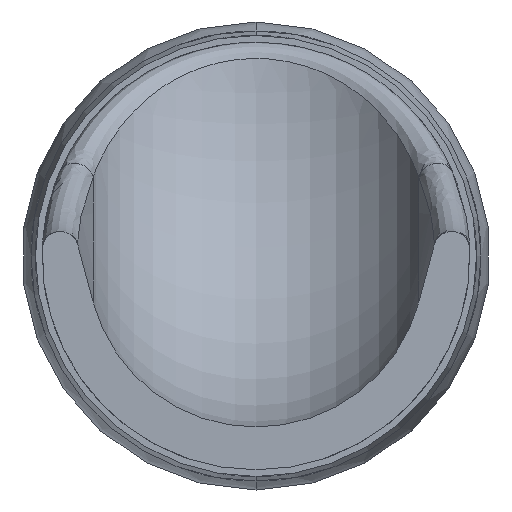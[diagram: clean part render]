
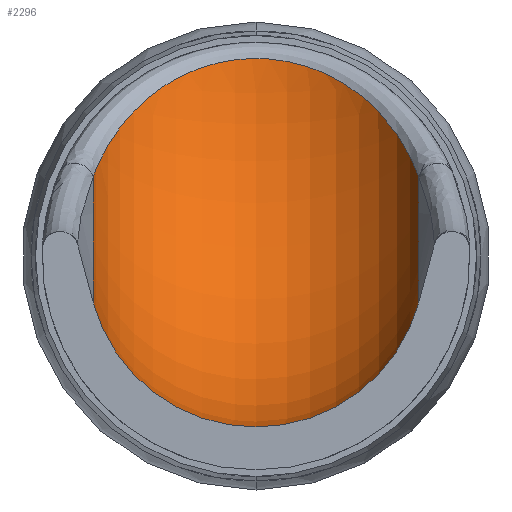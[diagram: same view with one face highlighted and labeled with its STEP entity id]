
A CAD part, front view. The second image highlights one B-rep face of the part: STEP entity #2296.
In plain terms, the highlighted toroidal (fillet/blend) face has major radius 1.072 mm and minor radius 0.75 mm.
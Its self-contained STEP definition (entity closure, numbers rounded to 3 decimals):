
#112 = DIRECTION ( 'NONE',  ( -1., 0., 0. ) ) ;
#234 = DIRECTION ( 'NONE',  ( 0., -1., 0. ) ) ;
#302 = ORIENTED_EDGE ( 'NONE', *, *, #1344, .T. ) ;
#516 = CARTESIAN_POINT ( 'NONE',  ( 0., -27.2, 1.062 ) ) ;
#545 = AXIS2_PLACEMENT_3D ( 'NONE', #2169, #2107, #4699 ) ;
#557 = CARTESIAN_POINT ( 'NONE',  ( -0.687, -25.964, 0.443 ) ) ;
#600 = CARTESIAN_POINT ( 'NONE',  ( 0., -27.2, -0.01 ) ) ;
#867 = AXIS2_PLACEMENT_3D ( 'NONE', #2314, #4140, #3042 ) ;
#895 = CARTESIAN_POINT ( 'NONE',  ( 0.579, -25.71, 0.61 ) ) ;
#922 = CARTESIAN_POINT ( 'NONE',  ( 0., -27.2, -0.76 ) ) ;
#961 = FACE_OUTER_BOUND ( 'NONE', #1263, .T. ) ;
#1101 = CIRCLE ( 'NONE', #545, 0.75 ) ;
#1256 = CARTESIAN_POINT ( 'NONE',  ( 0.724, -26.153, 0.35 ) ) ;
#1263 = EDGE_LOOP ( 'NONE', ( #3988, #302, #2698, #3743, #3283 ) ) ;
#1267 = VERTEX_POINT ( 'NONE', #2218 ) ;
#1344 = EDGE_CURVE ( 'Defeature ausgef�hrt1_5+Defeature ausgef�hrt1_41+Defeature ausgef�hrt1_6+Defeature ausgef�hrt1_7', #2402, #1267, #3944, .T. ) ;
#1354 = VERTEX_POINT ( 'NONE', #1675 ) ;
#1587 = CIRCLE ( 'NONE', #867, 1.266 ) ;
#1656 = CARTESIAN_POINT ( 'NONE',  ( 0.391, -25.504, 0.774 ) ) ;
#1675 = CARTESIAN_POINT ( 'NONE',  ( 0.724, -27.2, -0.204 ) ) ;
#1998 = CARTESIAN_POINT ( 'NONE',  ( 0.709, -26.055, 0.392 ) ) ;
#2014 = CARTESIAN_POINT ( 'NONE',  ( -0.709, -26.055, 0.392 ) ) ;
#2097 = DIRECTION ( 'NONE',  ( 0., 0., 1. ) ) ;
#2107 = DIRECTION ( 'NONE',  ( 0., -1., 0. ) ) ;
#2129 = DIRECTION ( 'NONE',  ( -1., 0., 0. ) ) ;
#2169 = CARTESIAN_POINT ( 'NONE',  ( 0., -27.2, -0.01 ) ) ;
#2218 = CARTESIAN_POINT ( 'NONE',  ( -0.724, -26.153, 0.35 ) ) ;
#2296 = ADVANCED_FACE ( 'Defeature ausgef�hrt1_5', ( #961 ), #3335, .F. ) ;
#2314 = CARTESIAN_POINT ( 'NONE',  ( -0.724, -27.2, 1.062 ) ) ;
#2325 = EDGE_CURVE ( 'Defeature ausgef�hrt1_5+Defeature ausgef�hrt1_4+Defeature ausgef�hrt1_7+Defeature ausgef�hrt1_6', #2773, #1354, #2801, .T. ) ;
#2375 = CARTESIAN_POINT ( 'NONE',  ( -0.623, -25.792, 0.551 ) ) ;
#2391 = CARTESIAN_POINT ( 'NONE',  ( -0.724, -26.153, 0.35 ) ) ;
#2402 = VERTEX_POINT ( 'NONE', #4318 ) ;
#2698 = ORIENTED_EDGE ( 'NONE', *, *, #4343, .T. ) ;
#2738 = CARTESIAN_POINT ( 'NONE',  ( 0.687, -25.963, 0.443 ) ) ;
#2745 = CARTESIAN_POINT ( 'NONE',  ( -0.393, -25.505, 0.773 ) ) ;
#2761 = CARTESIAN_POINT ( 'NONE',  ( -0.108, -25.387, 0.878 ) ) ;
#2773 = VERTEX_POINT ( 'NONE', #922 ) ;
#2801 = CIRCLE ( 'NONE', #3195, 0.75 ) ;
#2961 = EDGE_CURVE ( 'Defeature ausgef�hrt1_6+Defeature ausgef�hrt1_5+Defeature ausgef�hrt1_40+Defeature ausgef�hrt1_2', #2402, #1354, #3979, .T. ) ;
#2968 = VERTEX_POINT ( 'NONE', #4692 ) ;
#3014 = DIRECTION ( 'NONE',  ( 0., 0., 1. ) ) ;
#3042 = DIRECTION ( 'NONE',  ( 0., 0., 1. ) ) ;
#3195 = AXIS2_PLACEMENT_3D ( 'NONE', #600, #234, #4274 ) ;
#3283 = ORIENTED_EDGE ( 'NONE', *, *, #2325, .T. ) ;
#3335 = TOROIDAL_SURFACE ( 'NONE', #3772, 1.072, 0.75 ) ;
#3483 = CARTESIAN_POINT ( 'NONE',  ( 0.213, -25.414, 0.853 ) ) ;
#3743 = ORIENTED_EDGE ( 'NONE', *, *, #4294, .T. ) ;
#3772 = AXIS2_PLACEMENT_3D ( 'NONE', #516, #112, #3014 ) ;
#3829 = CARTESIAN_POINT ( 'NONE',  ( -0.465, -25.568, 0.72 ) ) ;
#3850 = CARTESIAN_POINT ( 'NONE',  ( 0.464, -25.567, 0.72 ) ) ;
#3866 = CARTESIAN_POINT ( 'NONE',  ( 0.622, -25.791, 0.551 ) ) ;
#3944 = B_SPLINE_CURVE_WITH_KNOTS ( 'NONE', 3,
 ( #1256, #1998, #2738, #3866, #895, #3850, #1656, #3483, #4234, #2761, #4602, #2745, #3829, #4587, #2375, #557, #2014, #2391 ),
 .UNSPECIFIED., .F., .F.,
 ( 4, 2, 2, 2, 2, 2, 2, 2, 4 ),
 ( 0., 0., 0.001, 0.001, 0.001, 0.002, 0.002, 0.002, 0.003 ),
 .UNSPECIFIED. ) ;
#3979 = CIRCLE ( 'NONE', #4442, 1.266 ) ;
#3988 = ORIENTED_EDGE ( 'NONE', *, *, #2961, .F. ) ;
#4140 = DIRECTION ( 'NONE',  ( -1., 0., 0. ) ) ;
#4234 = CARTESIAN_POINT ( 'NONE',  ( 0.106, -25.387, 0.878 ) ) ;
#4274 = DIRECTION ( 'NONE',  ( 0., 0., -1. ) ) ;
#4294 = EDGE_CURVE ( 'Defeature ausgef�hrt1_5+Defeature ausgef�hrt1_4+Defeature ausgef�hrt1_7+Defeature ausgef�hrt1_6', #2968, #2773, #1101, .T. ) ;
#4318 = CARTESIAN_POINT ( 'NONE',  ( 0.724, -26.153, 0.35 ) ) ;
#4323 = CARTESIAN_POINT ( 'NONE',  ( 0.724, -27.2, 1.062 ) ) ;
#4343 = EDGE_CURVE ( 'Defeature ausgef�hrt1_5+Defeature ausgef�hrt1_7+Defeature ausgef�hrt1_41+Defeature ausgef�hrt1_4', #1267, #2968, #1587, .T. ) ;
#4442 = AXIS2_PLACEMENT_3D ( 'NONE', #4323, #2129, #2097 ) ;
#4587 = CARTESIAN_POINT ( 'NONE',  ( -0.58, -25.711, 0.609 ) ) ;
#4602 = CARTESIAN_POINT ( 'NONE',  ( -0.215, -25.414, 0.853 ) ) ;
#4692 = CARTESIAN_POINT ( 'NONE',  ( -0.724, -27.2, -0.204 ) ) ;
#4699 = DIRECTION ( 'NONE',  ( 0., 0., -1. ) ) ;
